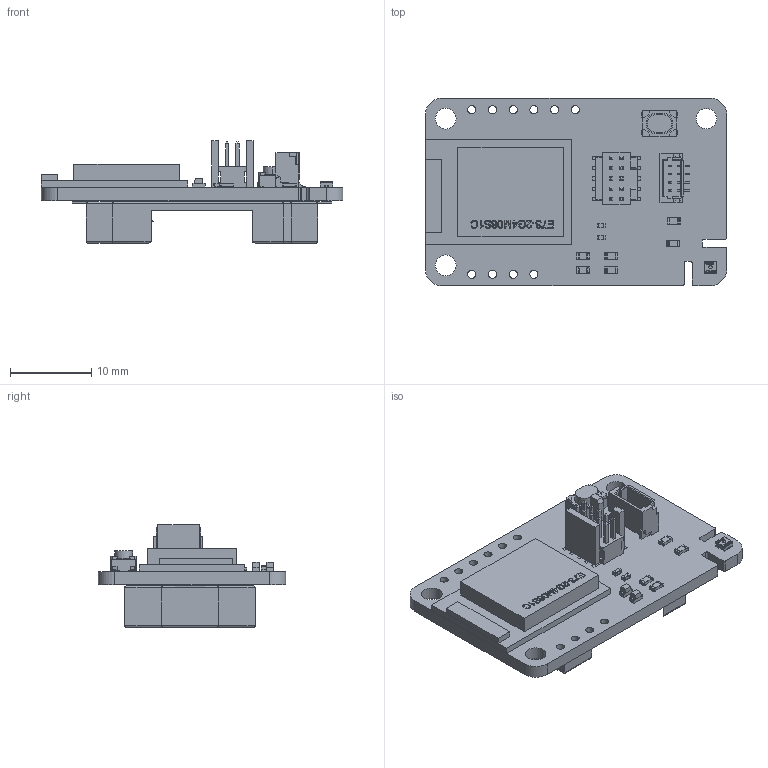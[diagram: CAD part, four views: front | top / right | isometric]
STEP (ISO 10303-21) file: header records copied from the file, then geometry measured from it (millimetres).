
FILE_DESCRIPTION(('KiCad electronic assembly'),'2;1');
FILE_NAME('yuzu-pcb.step','2024-05-19T22:26:12',('Pcbnew'),('Kicad'), 'Open CASCADE STEP processor 7.7','KiCad to STEP converter','Unknown' );
FILE_SCHEMA(('AUTOMOTIVE_DESIGN { 1 0 10303 214 1 1 1 1 }'));
Length unit declared in the file: millimetre
Products named in the file (24): yuzu-pcb 1; R_0603_1608Metric; BM4B-SRSS-TB; BMxB-SRSS-TB; LED_0603_1608Metric; C_0402_1005Metric; SHT45-AD1B-R3; 140733-02_Public Model SHT4x-xD1F-xx; FTSH-105-01-L-DV-K; E73-2G4M08S1C; PCB; ShapeString; Shield; Antenna; MCU; RKB2SJG250SMTR_LFS; 3X4_ASM; BatteryHolder_Keystone_1060_1x2032; Keystone_1060_1x2032; yuzu-pcb_PCB
Assembly tree (28 placements, depth 3):
  yuzu-pcb 1
    R_0603_1608Metric  x4
      R_0603_1608Metric
    BM4B-SRSS-TB
      BMxB-SRSS-TB
    LED_0603_1608Metric  x2
      LED_0603_1608Metric
    C_0402_1005Metric  x2
      C_0402_1005Metric
    SHT45-AD1B-R3
      140733-02_Public Model SHT4x-xD1F-xx
    FTSH-105-01-L-DV-K
      FTSH-105-01-L-DV-K
    E73-2G4M08S1C
      PCB
      ShapeString
      Shield
      Antenna
      MCU
    RKB2SJG250SMTR_LFS
      3X4_ASM
    BatteryHolder_Keystone_1060_1x2032
      Keystone_1060_1x2032
    yuzu-pcb_PCB
Bounding box: 37.02 x 23 x 12.6 mm (x, y, z)
Volume: 2872.8 mm3; surface area: 5218.2 mm2
Topology: 36 solids, 49 shells, 1405 faces, 3983 edges, 2701 vertices
Faces by surface type: plane 1116, cylinder 234, bspline 48, torus 5, cone 2
Full cylindrical faces by diameter (mm): 1 x10, 2.5 x1, 2.54 x2
Entity records: 48241 total; most frequent: CARTESIAN_POINT 10567, ORIENTED_EDGE 6892, DIRECTION 6118, EDGE_CURVE 3574, LINE 2918, VECTOR 2918, VERTEX_POINT 2435, AXIS2_PLACEMENT_3D 1600
